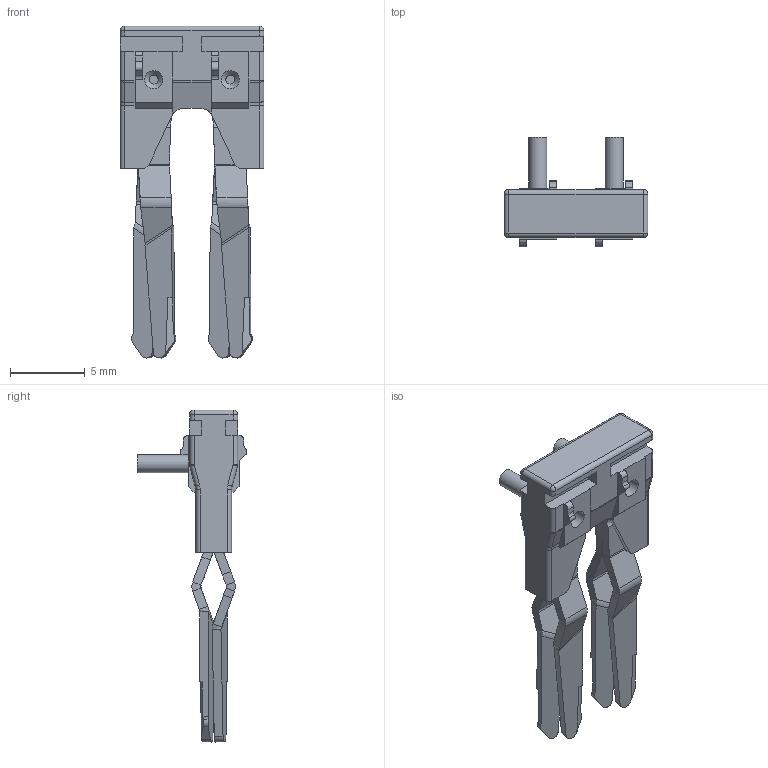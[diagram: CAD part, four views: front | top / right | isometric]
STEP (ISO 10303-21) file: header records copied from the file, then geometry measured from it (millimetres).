
FILE_DESCRIPTION(/* description */ (''),/* implementation_level */ '2;1');
FILE_NAME(/* name */ 'Querverbinder_25_10_Konst.stp',/* time_stamp */ '2016-11-30T14:07:34+01:00',/* author */ (''),/* organization */ (''),/* preprocessor_version */ 'ST-DEVELOPER v16',/* originating_system */ 'SIEMENS PLM Software NX 10.0',/* authorisation */ '');
FILE_SCHEMA (('AP203_CONFIGURATION_CONTROLLED_3D_DESIGN_OF_MECHANICAL_PARTS_AND_ASSEMBLIES_MIM_LF { 1 0 10303 403 2 1 2}'));
Length unit declared in the file: millimetre
Products named in the file (1): scho19946440g4yt
Bounding box: 9.6 x 7.32 x 22.14 mm (x, y, z)
Volume: 248.1 mm3; surface area: 839.2 mm2
Topology: 2 solids, 2 shells, 360 faces, 906 edges, 552 vertices
Faces by surface type: plane 178, cylinder 132, bspline 24, cone 10, torus 8, sphere 8
Full cylindrical faces by diameter (mm): 1.2 x6
Entity records: 11052 total; most frequent: CARTESIAN_POINT 2439, ORIENTED_EDGE 1776, DIRECTION 1752, EDGE_CURVE 888, LINE 594, VECTOR 594, AXIS2_PLACEMENT_3D 579, VERTEX_POINT 546
